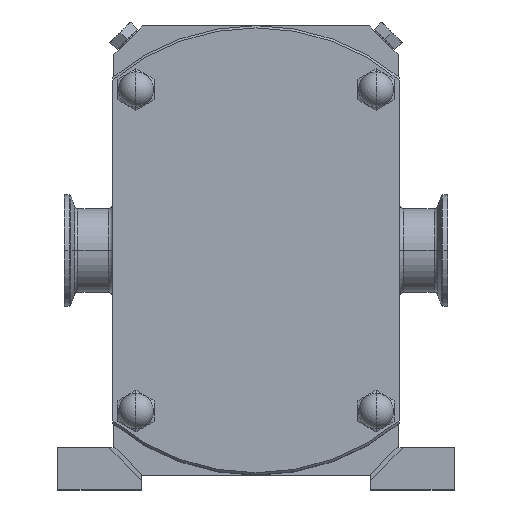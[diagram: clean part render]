
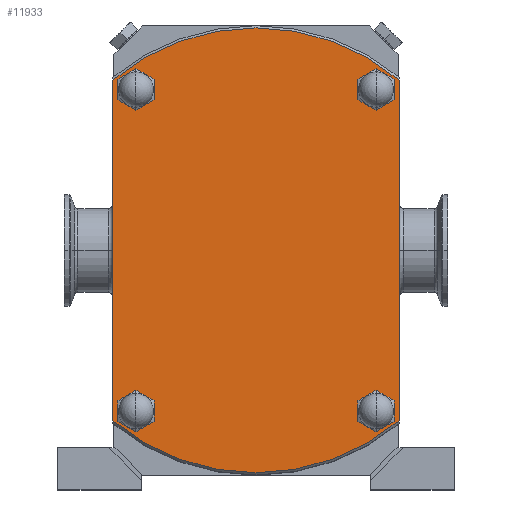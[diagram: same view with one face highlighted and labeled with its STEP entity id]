
A CAD part, top view. The second image highlights one B-rep face of the part: STEP entity #11933.
In plain terms, the highlighted planar face has unit normal (0, 0, 1).
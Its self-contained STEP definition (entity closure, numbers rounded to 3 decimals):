
#3577=CARTESIAN_POINT('',(-65.,77.305,77.235));
#3589=CARTESIAN_POINT('',(-65.,-77.305,
77.235));
#3650=CARTESIAN_POINT('',(65.,-77.305,77.235));
#3662=CARTESIAN_POINT('',(65.,77.305,77.235));
#3717=CARTESIAN_POINT('',(0.,0.,77.235));
#3718=DIRECTION('',(0.,0.,1.));
#3719=DIRECTION('',(0.644,0.765,0.));
#3720=AXIS2_PLACEMENT_3D('',#3717,#3718,#3719);
#3722=DIRECTION('',(0.,1.,0.));
#3723=VECTOR('',#3722,154.609);
#3724=CARTESIAN_POINT('',(65.,-77.305,77.235));
#3725=LINE('',#3724,#3723);
#3726=CARTESIAN_POINT('',(0.,0.,77.235));
#3727=DIRECTION('',(0.,0.,1.));
#3728=DIRECTION('',(-0.644,-0.765,0.));
#3729=AXIS2_PLACEMENT_3D('',#3726,#3727,#3728);
#3731=DIRECTION('',(0.,-1.,0.));
#3732=VECTOR('',#3731,154.609);
#3733=CARTESIAN_POINT('',(-65.,77.305,77.235));
#3734=LINE('',#3733,#3732);
#3735=CARTESIAN_POINT('',(-54.5,73.,77.235));
#3736=DIRECTION('',(0.,0.,-1.));
#3737=DIRECTION('',(0.,1.,0.));
#3738=AXIS2_PLACEMENT_3D('',#3735,#3736,#3737);
#3740=CARTESIAN_POINT('',(-54.5,73.,77.235));
#3741=DIRECTION('',(0.,0.,-1.));
#3742=DIRECTION('',(0.,-1.,0.));
#3743=AXIS2_PLACEMENT_3D('',#3740,#3741,#3742);
#3745=CARTESIAN_POINT('',(-54.5,-73.,77.235));
#3746=DIRECTION('',(0.,0.,-1.));
#3747=DIRECTION('',(0.,1.,0.));
#3748=AXIS2_PLACEMENT_3D('',#3745,#3746,#3747);
#3750=CARTESIAN_POINT('',(-54.5,-73.,77.235));
#3751=DIRECTION('',(0.,0.,-1.));
#3752=DIRECTION('',(0.,-1.,0.));
#3753=AXIS2_PLACEMENT_3D('',#3750,#3751,#3752);
#3755=CARTESIAN_POINT('',(54.5,73.,77.235));
#3756=DIRECTION('',(0.,0.,-1.));
#3757=DIRECTION('',(0.,1.,0.));
#3758=AXIS2_PLACEMENT_3D('',#3755,#3756,#3757);
#3760=CARTESIAN_POINT('',(54.5,73.,77.235));
#3761=DIRECTION('',(0.,0.,-1.));
#3762=DIRECTION('',(0.,-1.,0.));
#3763=AXIS2_PLACEMENT_3D('',#3760,#3761,#3762);
#3765=CARTESIAN_POINT('',(54.5,-73.,77.235));
#3766=DIRECTION('',(0.,0.,-1.));
#3767=DIRECTION('',(0.,1.,0.));
#3768=AXIS2_PLACEMENT_3D('',#3765,#3766,#3767);
#3770=CARTESIAN_POINT('',(54.5,-73.,77.235));
#3771=DIRECTION('',(0.,0.,-1.));
#3772=DIRECTION('',(0.,-1.,0.));
#3773=AXIS2_PLACEMENT_3D('',#3770,#3771,#3772);
#7683=VERTEX_POINT('',#3577);
#7687=VERTEX_POINT('',#3662);
#7688=VERTEX_POINT('',#3650);
#7692=VERTEX_POINT('',#3589);
#7737=CARTESIAN_POINT('',(-54.5,81.,77.235));
#7738=CARTESIAN_POINT('',(-54.5,65.,77.235));
#7739=VERTEX_POINT('',#7737);
#7740=VERTEX_POINT('',#7738);
#7769=CARTESIAN_POINT('',(-54.5,-65.,77.235));
#7770=CARTESIAN_POINT('',(-54.5,-81.,77.235));
#7771=VERTEX_POINT('',#7769);
#7772=VERTEX_POINT('',#7770);
#7801=CARTESIAN_POINT('',(54.5,81.,77.235));
#7802=CARTESIAN_POINT('',(54.5,65.,77.235));
#7803=VERTEX_POINT('',#7801);
#7804=VERTEX_POINT('',#7802);
#7833=CARTESIAN_POINT('',(54.5,-65.,77.235));
#7834=CARTESIAN_POINT('',(54.5,-81.,77.235));
#7835=VERTEX_POINT('',#7833);
#7836=VERTEX_POINT('',#7834);
#11897=CARTESIAN_POINT('',(0.,0.,77.235));
#11898=DIRECTION('',(0.,0.,1.));
#11899=DIRECTION('',(1.,0.,0.));
#11900=AXIS2_PLACEMENT_3D('',#11897,#11898,#11899);
#11901=PLANE('',#11900);
#11903=ORIENTED_EDGE('',*,*,#11902,.F.);
#11904=ORIENTED_EDGE('',*,*,#11820,.F.);
#11905=ORIENTED_EDGE('',*,*,#11892,.F.);
#11906=ORIENTED_EDGE('',*,*,#11752,.F.);
#11907=EDGE_LOOP('',(#11903,#11904,#11905,#11906));
#11908=FACE_OUTER_BOUND('',#11907,.F.);
#11910=ORIENTED_EDGE('',*,*,#11909,.F.);
#11912=ORIENTED_EDGE('',*,*,#11911,.F.);
#11913=EDGE_LOOP('',(#11910,#11912));
#11914=FACE_BOUND('',#11913,.F.);
#11916=ORIENTED_EDGE('',*,*,#11915,.F.);
#11918=ORIENTED_EDGE('',*,*,#11917,.F.);
#11919=EDGE_LOOP('',(#11916,#11918));
#11920=FACE_BOUND('',#11919,.F.);
#11922=ORIENTED_EDGE('',*,*,#11921,.F.);
#11924=ORIENTED_EDGE('',*,*,#11923,.F.);
#11925=EDGE_LOOP('',(#11922,#11924));
#11926=FACE_BOUND('',#11925,.F.);
#11928=ORIENTED_EDGE('',*,*,#11927,.F.);
#11930=ORIENTED_EDGE('',*,*,#11929,.F.);
#11931=EDGE_LOOP('',(#11928,#11930));
#11932=FACE_BOUND('',#11931,.F.);
#11933=ADVANCED_FACE('',(#11908,#11914,#11920,#11926,#11932),#11901,.T.);
#3721=CIRCLE('',#3720,101.);
#3730=CIRCLE('',#3729,101.);
#3739=CIRCLE('',#3738,8.);
#3744=CIRCLE('',#3743,8.);
#3749=CIRCLE('',#3748,8.);
#3754=CIRCLE('',#3753,8.);
#3759=CIRCLE('',#3758,8.);
#3764=CIRCLE('',#3763,8.);
#3769=CIRCLE('',#3768,8.);
#3774=CIRCLE('',#3773,8.);
#11752=EDGE_CURVE('',#7683,#7692,#3734,.T.);
#11820=EDGE_CURVE('',#7688,#7687,#3725,.T.);
#11892=EDGE_CURVE('',#7692,#7688,#3730,.T.);
#11902=EDGE_CURVE('',#7687,#7683,#3721,.T.);
#11909=EDGE_CURVE('',#7739,#7740,#3739,.T.);
#11911=EDGE_CURVE('',#7740,#7739,#3744,.T.);
#11915=EDGE_CURVE('',#7771,#7772,#3749,.T.);
#11917=EDGE_CURVE('',#7772,#7771,#3754,.T.);
#11921=EDGE_CURVE('',#7803,#7804,#3759,.T.);
#11923=EDGE_CURVE('',#7804,#7803,#3764,.T.);
#11927=EDGE_CURVE('',#7835,#7836,#3769,.T.);
#11929=EDGE_CURVE('',#7836,#7835,#3774,.T.);
